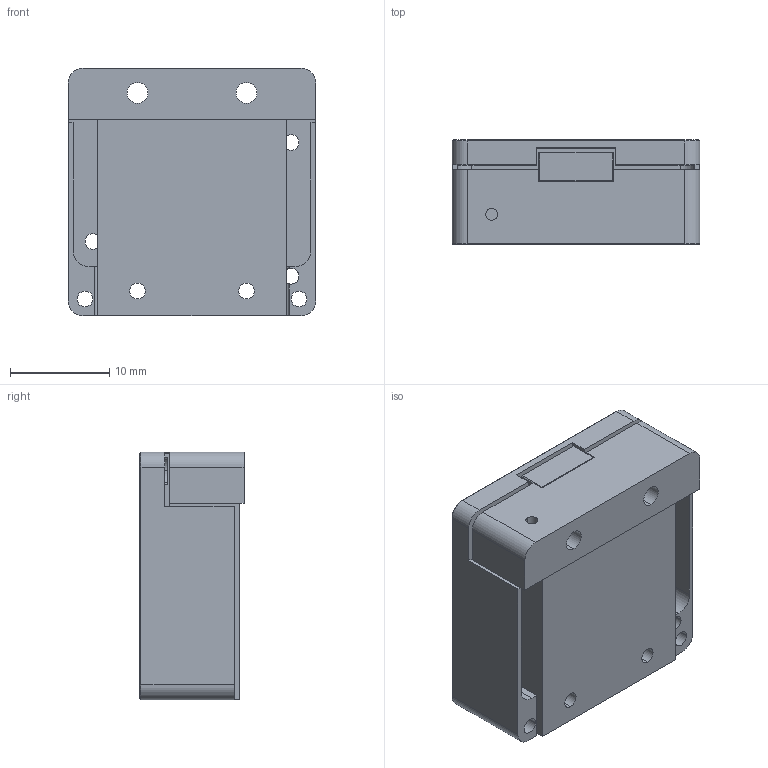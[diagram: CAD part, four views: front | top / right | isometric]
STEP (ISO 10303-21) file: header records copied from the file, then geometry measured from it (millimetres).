
FILE_DESCRIPTION (( 'STEP AP203' ), '1' );
FILE_NAME ('Scanner25-z.Ultra - web.STEP', '2025-09-01T08:26:54', ( '' ), ( '' ), 'SwSTEP 2.0', 'SolidWorks 2020', '' );
FILE_SCHEMA (( 'CONFIG_CONTROL_DESIGN' ));
Length unit declared in the file: millimetre
Products named in the file (4): 葩璃 S25z.U-醱啣^Scanner25-z.Ultra - web; 葩璃 S25z.U-Sensor^Scanner25-z.Ultra - web; Scanner25-z.Ultra - web; 葩璃 怢极^Scanner25-z.Ultra - web
Assembly tree (3 placements, depth 2):
  Scanner25-z.Ultra - web
    葩璃 S25z.U-醱啣^Scanner25-z.Ultra - web
    葩璃 S25z.U-Sensor^Scanner25-z.Ultra - web
    葩璃 怢极^Scanner25-z.Ultra - web
Bounding box: 25 x 10.5 x 25 mm (x, y, z)
Volume: 5084.2 mm3; surface area: 4554.5 mm2
Topology: 3 solids, 3 shells, 169 faces, 441 edges, 280 vertices
Faces by surface type: cylinder 76, plane 57, cone 36
Entity records: 5719 total; most frequent: DIRECTION 981, CARTESIAN_POINT 906, ORIENTED_EDGE 882, EDGE_CURVE 441, AXIS2_PLACEMENT_3D 367, VERTEX_POINT 280, LINE 247, VECTOR 247
